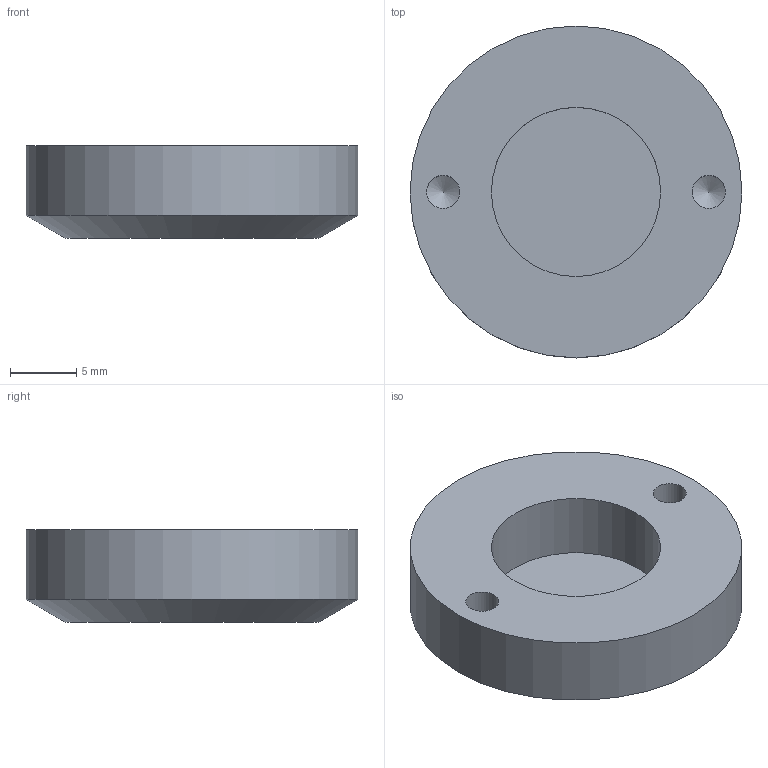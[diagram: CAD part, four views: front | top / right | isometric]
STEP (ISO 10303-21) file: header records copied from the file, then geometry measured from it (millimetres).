
FILE_DESCRIPTION(/* description */ (''),/* implementation_level */ '2;1');
FILE_NAME(/* name */ 'Poklopac MRP-01-01.stp',/* time_stamp */ '2022-09-18T22:20:20+02:00',/* author */ ('Luka'),/* organization */ (''),/* preprocessor_version */ 'ST-DEVELOPER v18',/* originating_system */ 'Autodesk Inventor 2020',/* authorisation */ '');
FILE_SCHEMA (('AUTOMOTIVE_DESIGN { 1 0 10303 214 3 1 1 }'));
Length unit declared in the file: millimetre
Products named in the file (1): Poklopac
Bounding box: 25 x 25 x 7 mm (x, y, z)
Volume: 2575.7 mm3; surface area: 1680.5 mm2
Topology: 1 solids, 1 shells, 10 faces, 24 edges, 17 vertices
Faces by surface type: cylinder 4, cone 3, plane 3
Full cylindrical faces by diameter (mm): 2.5 x2, 12.75 x1, 25 x1
Entity records: 338 total; most frequent: DIRECTION 59, CARTESIAN_POINT 50, ORIENTED_EDGE 44, AXIS2_PLACEMENT_3D 26, EDGE_CURVE 22, VERTEX_POINT 17, CIRCLE 15, EDGE_LOOP 13
